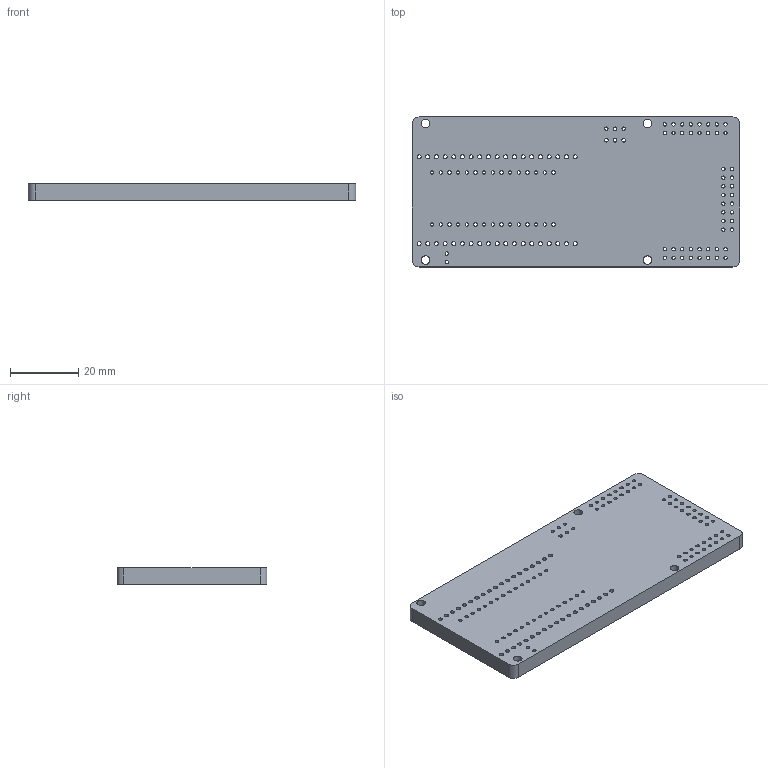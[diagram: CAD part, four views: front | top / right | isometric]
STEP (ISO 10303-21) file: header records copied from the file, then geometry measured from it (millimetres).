
FILE_DESCRIPTION(('KiCad electronic assembly'),'2;1');
FILE_NAME('revised_minh_design.STEP','2022-07-08T14:45:24',('Pcbnew'),( 'Kicad'),'Open CASCADE STEP processor 7.6','KiCad to STEP converter' ,'Unknown');
FILE_SCHEMA(('AUTOMOTIVE_DESIGN { 1 0 10303 214 1 1 1 1 }'));
Length unit declared in the file: millimetre
Products named in the file (2): revised_minh_design 1; revised_minh_design PCB
Assembly tree (1 placements, depth 2):
  revised_minh_design 1
    revised_minh_design PCB
Bounding box: 96.01 x 43.94 x 4.69 mm (x, y, z)
Volume: 19157.5 mm3; surface area: 11556.7 mm2
Topology: 1 solids, 1 shells, 138 faces, 408 edges, 272 vertices
Faces by surface type: cylinder 132, plane 6
Full cylindrical faces by diameter (mm): 1 x83, 1.1 x3, 1.2 x38, 2.5 x4
Entity records: 10639 total; most frequent: DIRECTION 1768, CARTESIAN_POINT 1636, ORIENTED_EDGE 816, PCURVE 816, DEFINITIONAL_REPRESENTATION 816, LINE 696, VECTOR 696, CIRCLE 528
